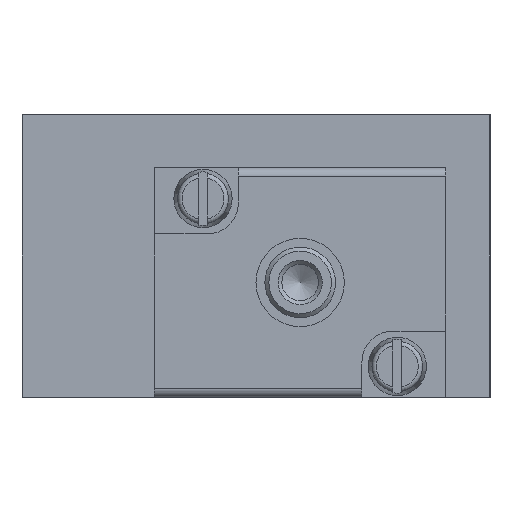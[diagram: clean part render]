
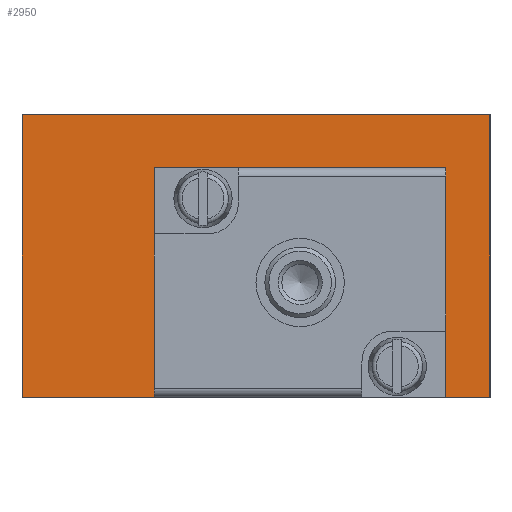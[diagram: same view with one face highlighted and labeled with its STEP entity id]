
A CAD part, left-side view. The second image highlights one B-rep face of the part: STEP entity #2950.
In plain terms, the highlighted planar face has unit normal (-1, 0, 0).
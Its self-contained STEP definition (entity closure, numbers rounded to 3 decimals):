
#521=ORIENTED_EDGE('',*,*,#1291,.F.);
#522=ORIENTED_EDGE('',*,*,#1292,.F.);
#523=ORIENTED_EDGE('',*,*,#1293,.T.);
#524=ORIENTED_EDGE('',*,*,#1294,.T.);
#525=ORIENTED_EDGE('',*,*,#1269,.T.);
#526=ORIENTED_EDGE('',*,*,#1295,.F.);
#527=ORIENTED_EDGE('',*,*,#1226,.F.);
#528=ORIENTED_EDGE('',*,*,#1289,.T.);
#1226=EDGE_CURVE('',#1605,#1606,#1843,.T.);
#1269=EDGE_CURVE('',#1649,#1648,#1875,.T.);
#1289=EDGE_CURVE('',#1605,#1649,#1887,.T.);
#1291=EDGE_CURVE('',#1662,#1663,#1889,.T.);
#1292=EDGE_CURVE('',#1664,#1662,#1890,.T.);
#1293=EDGE_CURVE('',#1664,#1665,#1891,.T.);
#1294=EDGE_CURVE('',#1665,#1663,#1892,.T.);
#1295=EDGE_CURVE('',#1606,#1648,#1893,.T.);
#1605=VERTEX_POINT('',#4727);
#1606=VERTEX_POINT('',#4729);
#1648=VERTEX_POINT('',#4820);
#1649=VERTEX_POINT('',#4822);
#1662=VERTEX_POINT('',#4861);
#1663=VERTEX_POINT('',#4862);
#1664=VERTEX_POINT('',#4864);
#1665=VERTEX_POINT('',#4866);
#1843=LINE('',#4728,#2067);
#1875=LINE('',#4821,#2099);
#1887=LINE('',#4857,#2111);
#1889=LINE('',#4860,#2113);
#1890=LINE('',#4863,#2114);
#1891=LINE('',#4865,#2115);
#1892=LINE('',#4867,#2116);
#1893=LINE('',#4868,#2117);
#2067=VECTOR('',#3666,1000.);
#2099=VECTOR('',#3734,1000.);
#2111=VECTOR('',#3768,1000.);
#2113=VECTOR('',#3772,1000.);
#2114=VECTOR('',#3773,1000.);
#2115=VECTOR('',#3774,1000.);
#2116=VECTOR('',#3775,1000.);
#2117=VECTOR('',#3776,1000.);
#2304=EDGE_LOOP('',(#521,#522,#523,#524));
#2305=EDGE_LOOP('',(#525,#526,#527,#528));
#2584=FACE_BOUND('',#2304,.T.);
#2585=FACE_BOUND('',#2305,.T.);
#2827=PLANE('',#3222);
#2950=ADVANCED_FACE('',(#2584,#2585),#2827,.F.);
#3222=AXIS2_PLACEMENT_3D('',#4859,#3770,#3771);
#3666=DIRECTION('',(0.,0.,1.));
#3734=DIRECTION('',(0.,0.,1.));
#3768=DIRECTION('',(0.,-1.,0.));
#3770=DIRECTION('',(1.,0.,0.));
#3771=DIRECTION('',(0.,0.,-1.));
#3772=DIRECTION('',(0.,-1.,0.));
#3773=DIRECTION('',(0.,0.,-1.));
#3774=DIRECTION('',(0.,-1.,0.));
#3775=DIRECTION('',(0.,0.,-1.));
#3776=DIRECTION('',(0.,-1.,0.));
#4727=CARTESIAN_POINT('',(-70.75,53.,-16.));
#4728=CARTESIAN_POINT('',(-70.75,53.,-16.));
#4729=CARTESIAN_POINT('',(-70.75,53.,16.));
#4820=CARTESIAN_POINT('',(-70.75,0.,16.));
#4821=CARTESIAN_POINT('',(-70.75,0.,-16.));
#4822=CARTESIAN_POINT('',(-70.75,0.,-16.));
#4857=CARTESIAN_POINT('',(-70.75,53.,-16.));
#4859=CARTESIAN_POINT('',(-70.75,53.,-16.));
#4860=CARTESIAN_POINT('',(-70.75,38.,-15.));
#4861=CARTESIAN_POINT('',(-70.75,38.,-15.));
#4862=CARTESIAN_POINT('',(-70.75,5.,-15.));
#4863=CARTESIAN_POINT('',(-70.75,38.,9.));
#4864=CARTESIAN_POINT('',(-70.75,38.,9.));
#4865=CARTESIAN_POINT('',(-70.75,38.,9.));
#4866=CARTESIAN_POINT('',(-70.75,5.,9.));
#4867=CARTESIAN_POINT('',(-70.75,5.,9.));
#4868=CARTESIAN_POINT('',(-70.75,53.,16.));
